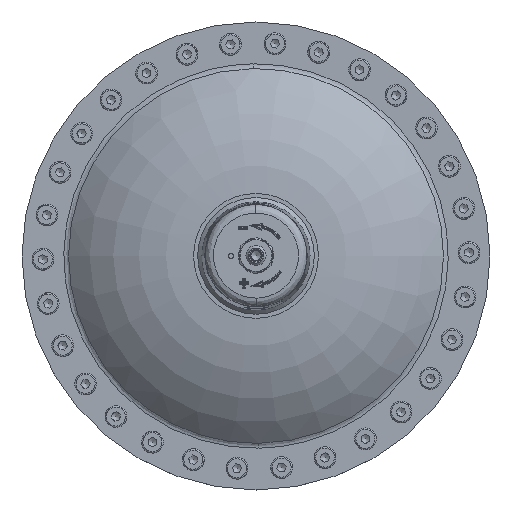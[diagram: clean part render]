
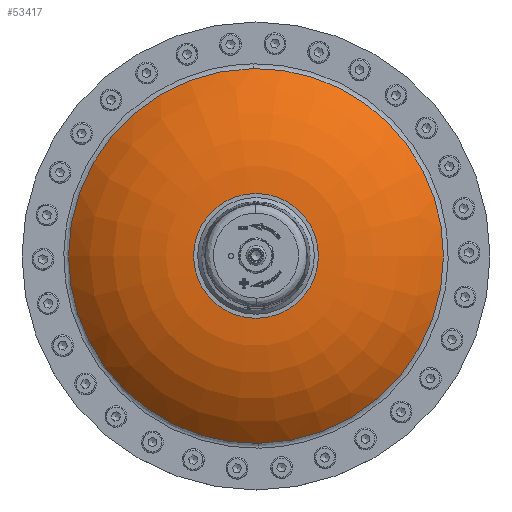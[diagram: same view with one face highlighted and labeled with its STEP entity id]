
A CAD part, top view. The second image highlights one B-rep face of the part: STEP entity #53417.
In plain terms, the highlighted toroidal (fillet/blend) face has major radius 37.355 mm and minor radius 105 mm.
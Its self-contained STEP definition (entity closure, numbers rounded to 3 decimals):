
#37353=CARTESIAN_POINT('',(1.754,-112.137,110.993));
#37354=VERTEX_POINT('',#37353);
#37371=CARTESIAN_POINT('',(-112.151,-0.,110.993));
#37372=VERTEX_POINT('',#37371);
#37373=CARTESIAN_POINT('',(0.,-0.,110.993));
#37374=DIRECTION('',(0.,-0.,1.));
#37375=DIRECTION('',(-1.,0.,0.));
#37376=AXIS2_PLACEMENT_3D('',#37373,#37374,#37375);
#37377=CIRCLE('',#37376,112.151);
#37378=EDGE_CURVE('NONE',#37372,#37354,#37377,.T.);
#37380=CARTESIAN_POINT('',(-1.754,112.137,110.993));
#37381=VERTEX_POINT('',#37380);
#37382=CARTESIAN_POINT('',(0.,-0.,110.993));
#37383=DIRECTION('',(0.,-0.,1.));
#37384=DIRECTION('',(-1.,0.,0.));
#37385=AXIS2_PLACEMENT_3D('',#37382,#37383,#37384);
#37386=CIRCLE('',#37385,112.151);
#37387=EDGE_CURVE('NONE',#37381,#37372,#37386,.T.);
#53366=CARTESIAN_POINT('',(0.,-0.,37.3));
#53367=DIRECTION('',(0.,-0.,1.));
#53368=DIRECTION('',(-1.,0.,0.));
#53369=AXIS2_PLACEMENT_3D('',#53366,#53367,#53368);
#53370=DEGENERATE_TOROIDAL_SURFACE('',#53369,37.355,105.,.T.);
#53371=CARTESIAN_POINT('',(-37.355,-0.,142.3));
#53372=VERTEX_POINT('',#53371);
#53373=CARTESIAN_POINT('',(-37.355,-0.,37.3));
#53374=DIRECTION('',(-0.,-1.,-0.));
#53375=DIRECTION('',(-1.,0.,0.));
#53376=AXIS2_PLACEMENT_3D('',#53373,#53374,#53375);
#53377=CIRCLE('',#53376,105.);
#53378=EDGE_CURVE('',#53372,#37372,#53377,.T.);
#53379=ORIENTED_EDGE('',*,*,#53378,.T.);
#53380=ORIENTED_EDGE('',*,*,#37378,.T.);
#53381=CARTESIAN_POINT('',(112.151,-0.,110.993));
#53382=VERTEX_POINT('',#53381);
#53383=CARTESIAN_POINT('',(0.,-0.,110.993));
#53384=DIRECTION('',(0.,-0.,1.));
#53385=DIRECTION('',(-1.,0.,0.));
#53386=AXIS2_PLACEMENT_3D('',#53383,#53384,#53385);
#53387=CIRCLE('',#53386,112.151);
#53388=EDGE_CURVE('NONE',#37354,#53382,#53387,.T.);
#53389=ORIENTED_EDGE('',*,*,#53388,.T.);
#53390=CARTESIAN_POINT('',(0.,-0.,110.993));
#53391=DIRECTION('',(0.,-0.,1.));
#53392=DIRECTION('',(-1.,0.,0.));
#53393=AXIS2_PLACEMENT_3D('',#53390,#53391,#53392);
#53394=CIRCLE('',#53393,112.151);
#53395=EDGE_CURVE('NONE',#53382,#37381,#53394,.T.);
#53396=ORIENTED_EDGE('',*,*,#53395,.T.);
#53397=ORIENTED_EDGE('',*,*,#37387,.T.);
#53398=ORIENTED_EDGE('',*,*,#53378,.F.);
#53399=CARTESIAN_POINT('',(37.355,-0.,142.3));
#53400=VERTEX_POINT('',#53399);
#53401=CARTESIAN_POINT('',(0.,-0.,142.3));
#53402=DIRECTION('',(0.,-0.,1.));
#53403=DIRECTION('',(-1.,0.,0.));
#53404=AXIS2_PLACEMENT_3D('',#53401,#53402,#53403);
#53405=CIRCLE('',#53404,37.355);
#53406=EDGE_CURVE('NONE',#53400,#53372,#53405,.T.);
#53407=ORIENTED_EDGE('',*,*,#53406,.F.);
#53408=CARTESIAN_POINT('',(0.,-0.,142.3));
#53409=DIRECTION('',(0.,-0.,1.));
#53410=DIRECTION('',(-1.,0.,0.));
#53411=AXIS2_PLACEMENT_3D('',#53408,#53409,#53410);
#53412=CIRCLE('',#53411,37.355);
#53413=EDGE_CURVE('NONE',#53372,#53400,#53412,.T.);
#53414=ORIENTED_EDGE('',*,*,#53413,.F.);
#53415=EDGE_LOOP('',(#53379,#53380,#53389,#53396,#53397,#53398,#53407,#53414));
#53416=FACE_BOUND('',#53415,.T.);
#53417=ADVANCED_FACE('NONE',(#53416),#53370,.T.);
